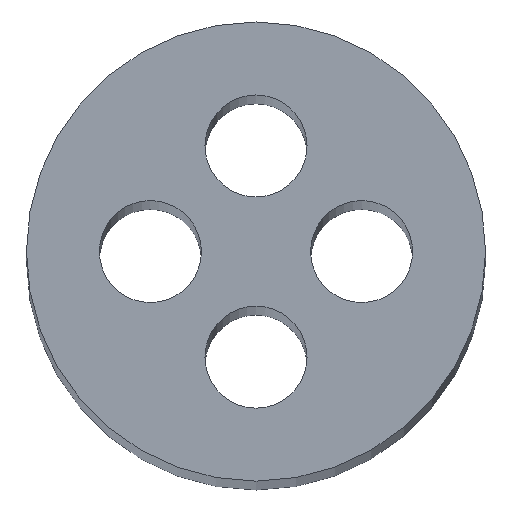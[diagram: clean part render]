
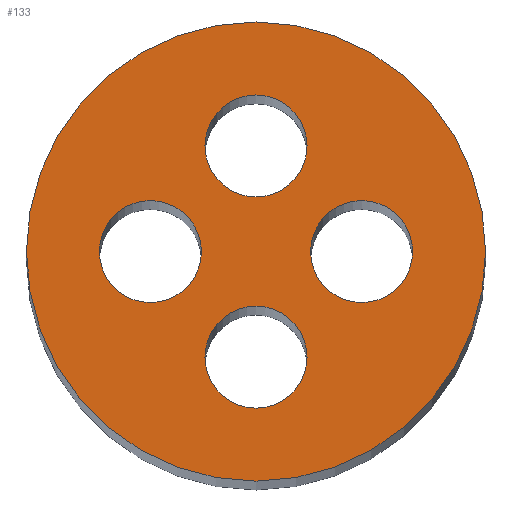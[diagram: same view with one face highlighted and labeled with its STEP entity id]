
A CAD part, top view. The second image highlights one B-rep face of the part: STEP entity #133.
In plain terms, the highlighted planar face has unit normal (0, 0, 1).
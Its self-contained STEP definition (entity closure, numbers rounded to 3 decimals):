
#19=FACE_BOUND('',#43,.T.);
#20=FACE_BOUND('',#44,.T.);
#21=FACE_BOUND('',#45,.T.);
#22=FACE_BOUND('',#46,.T.);
#24=PLANE('',#170);
#31=FACE_OUTER_BOUND('',#42,.T.);
#42=EDGE_LOOP('',(#117));
#43=EDGE_LOOP('',(#118));
#44=EDGE_LOOP('',(#119));
#45=EDGE_LOOP('',(#120));
#46=EDGE_LOOP('',(#121));
#58=CIRCLE('',#156,0.5);
#60=CIRCLE('',#159,0.5);
#62=CIRCLE('',#162,0.5);
#64=CIRCLE('',#165,0.5);
#65=CIRCLE('',#167,2.25);
#68=VERTEX_POINT('',#216);
#70=VERTEX_POINT('',#222);
#72=VERTEX_POINT('',#228);
#74=VERTEX_POINT('',#234);
#75=VERTEX_POINT('',#238);
#79=EDGE_CURVE('',#68,#68,#58,.T.);
#82=EDGE_CURVE('',#70,#70,#60,.T.);
#85=EDGE_CURVE('',#72,#72,#62,.T.);
#88=EDGE_CURVE('',#74,#74,#64,.T.);
#89=EDGE_CURVE('',#75,#75,#65,.T.);
#117=ORIENTED_EDGE('',*,*,#89,.T.);
#118=ORIENTED_EDGE('',*,*,#79,.T.);
#119=ORIENTED_EDGE('',*,*,#82,.T.);
#120=ORIENTED_EDGE('',*,*,#85,.T.);
#121=ORIENTED_EDGE('',*,*,#88,.T.);
#133=ADVANCED_FACE('',(#31,#19,#20,#21,#22),#24,.T.);
#156=AXIS2_PLACEMENT_3D('',#218,#178,#179);
#159=AXIS2_PLACEMENT_3D('',#224,#185,#186);
#162=AXIS2_PLACEMENT_3D('',#230,#192,#193);
#165=AXIS2_PLACEMENT_3D('',#236,#199,#200);
#167=AXIS2_PLACEMENT_3D('',#239,#203,#204);
#170=AXIS2_PLACEMENT_3D('',#244,#210,#211);
#178=DIRECTION('center_axis',(0.,0.,-1.));
#179=DIRECTION('ref_axis',(-1.,0.,0.));
#185=DIRECTION('center_axis',(0.,0.,-1.));
#186=DIRECTION('ref_axis',(-1.,0.,0.));
#192=DIRECTION('center_axis',(0.,0.,-1.));
#193=DIRECTION('ref_axis',(-1.,0.,0.));
#199=DIRECTION('center_axis',(0.,0.,-1.));
#200=DIRECTION('ref_axis',(-1.,0.,0.));
#203=DIRECTION('center_axis',(0.,0.,1.));
#204=DIRECTION('ref_axis',(-1.,0.,0.));
#210=DIRECTION('center_axis',(0.,0.,1.));
#211=DIRECTION('ref_axis',(1.,0.,0.));
#216=CARTESIAN_POINT('',(0.5,-1.035,50.));
#218=CARTESIAN_POINT('Origin',(0.,-1.035,50.));
#222=CARTESIAN_POINT('',(-0.535,0.,50.));
#224=CARTESIAN_POINT('Origin',(-1.035,0.,50.));
#228=CARTESIAN_POINT('',(1.535,0.,50.));
#230=CARTESIAN_POINT('Origin',(1.035,0.,50.));
#234=CARTESIAN_POINT('',(0.5,1.035,50.));
#236=CARTESIAN_POINT('Origin',(0.,1.035,50.));
#238=CARTESIAN_POINT('',(2.25,0.,50.));
#239=CARTESIAN_POINT('Origin',(0.,0.,50.));
#244=CARTESIAN_POINT('Origin',(0.,0.,50.));
